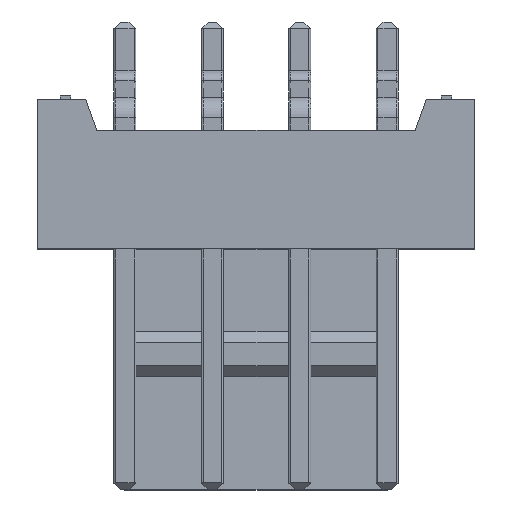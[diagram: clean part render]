
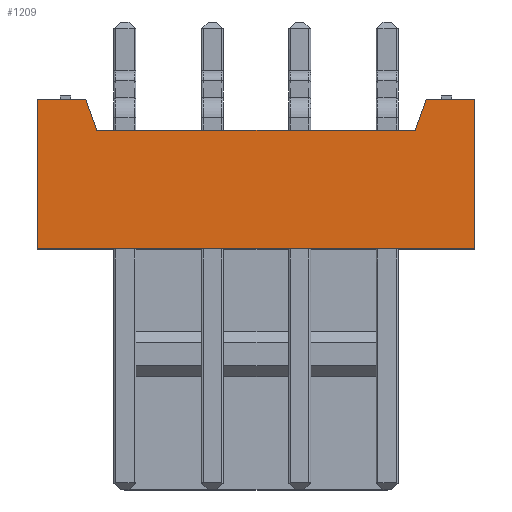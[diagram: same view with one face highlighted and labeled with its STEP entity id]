
A CAD part, top view. The second image highlights one B-rep face of the part: STEP entity #1209.
In plain terms, the highlighted planar face has unit normal (0, 0, 1).
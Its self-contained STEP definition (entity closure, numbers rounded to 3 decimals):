
#1037 = VERTEX_POINT('',#1038);
#1038 = CARTESIAN_POINT('',(4.95,0.25,5.82
    ));
#1044 = EDGE_CURVE('',#1045,#1037,#1047,.T.);
#1045 = VERTEX_POINT('',#1046);
#1046 = CARTESIAN_POINT('',(6.35,0.25,5.82
    ));
#1047 = LINE('',#1048,#1049);
#1048 = CARTESIAN_POINT('',(-6.35,0.25,
    5.82));
#1049 = VECTOR('',#1050,1.);
#1050 = DIRECTION('',(-1.,-0.,-0.));
#1090 = VERTEX_POINT('',#1091);
#1091 = CARTESIAN_POINT('',(6.35,-4.1,
    5.82));
#1099 = EDGE_CURVE('',#1090,#1045,#1100,.T.);
#1100 = LINE('',#1101,#1102);
#1101 = CARTESIAN_POINT('',(6.35,0.25,5.82
    ));
#1102 = VECTOR('',#1103,1.);
#1103 = DIRECTION('',(0.,1.,0.));
#1113 = EDGE_CURVE('',#1114,#1116,#1118,.T.);
#1114 = VERTEX_POINT('',#1115);
#1115 = CARTESIAN_POINT('',(-4.95,0.25,5.82
    ));
#1116 = VERTEX_POINT('',#1117);
#1117 = CARTESIAN_POINT('',(-6.35,0.25,
    5.82));
#1118 = LINE('',#1119,#1120);
#1119 = CARTESIAN_POINT('',(-6.35,0.25,
    5.82));
#1120 = VECTOR('',#1121,1.);
#1121 = DIRECTION('',(-1.,-0.,-0.));
#1169 = VERTEX_POINT('',#1170);
#1170 = CARTESIAN_POINT('',(-6.35,-4.1,
    5.82));
#1176 = EDGE_CURVE('',#1116,#1169,#1177,.T.);
#1177 = LINE('',#1178,#1179);
#1178 = CARTESIAN_POINT('',(-6.35,0.25,
    5.82));
#1179 = VECTOR('',#1180,1.);
#1180 = DIRECTION('',(0.,-1.,0.));
#1209 = ADVANCED_FACE('',(#1210),#1244,.T.);
#1210 = FACE_BOUND('',#1211,.T.);
#1211 = EDGE_LOOP('',(#1212,#1220,#1228,#1234,#1235,#1236,#1242,#1243));
#1212 = ORIENTED_EDGE('',*,*,#1213,.F.);
#1213 = EDGE_CURVE('',#1214,#1037,#1216,.T.);
#1214 = VERTEX_POINT('',#1215);
#1215 = CARTESIAN_POINT('',(4.621,-0.654,
    5.82));
#1216 = LINE('',#1217,#1218);
#1217 = CARTESIAN_POINT('',(4.95,0.25,5.82
    ));
#1218 = VECTOR('',#1219,1.);
#1219 = DIRECTION('',(0.342,0.94,0.));
#1220 = ORIENTED_EDGE('',*,*,#1221,.F.);
#1221 = EDGE_CURVE('',#1222,#1214,#1224,.T.);
#1222 = VERTEX_POINT('',#1223);
#1223 = CARTESIAN_POINT('',(-4.621,-0.654,
    5.82));
#1224 = LINE('',#1225,#1226);
#1225 = CARTESIAN_POINT('',(-4.621,-0.654,
    5.82));
#1226 = VECTOR('',#1227,1.);
#1227 = DIRECTION('',(1.,0.,0.));
#1228 = ORIENTED_EDGE('',*,*,#1229,.F.);
#1229 = EDGE_CURVE('',#1114,#1222,#1230,.T.);
#1230 = LINE('',#1231,#1232);
#1231 = CARTESIAN_POINT('',(-4.95,0.25,5.82
    ));
#1232 = VECTOR('',#1233,1.);
#1233 = DIRECTION('',(0.342,-0.94,0.));
#1234 = ORIENTED_EDGE('',*,*,#1113,.T.);
#1235 = ORIENTED_EDGE('',*,*,#1176,.T.);
#1236 = ORIENTED_EDGE('',*,*,#1237,.F.);
#1237 = EDGE_CURVE('',#1090,#1169,#1238,.T.);
#1238 = LINE('',#1239,#1240);
#1239 = CARTESIAN_POINT('',(6.35,-4.1,
    5.82));
#1240 = VECTOR('',#1241,1.);
#1241 = DIRECTION('',(-1.,0.,-0.));
#1242 = ORIENTED_EDGE('',*,*,#1099,.T.);
#1243 = ORIENTED_EDGE('',*,*,#1044,.T.);
#1244 = PLANE('',#1245);
#1245 = AXIS2_PLACEMENT_3D('',#1246,#1247,#1248);
#1246 = CARTESIAN_POINT('',(0.,0.,
    5.82));
#1247 = DIRECTION('',(0.,0.,1.));
#1248 = DIRECTION('',(1.,0.,-0.));
